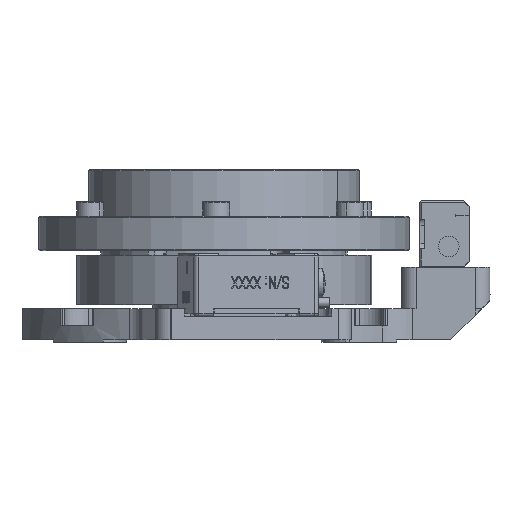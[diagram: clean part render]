
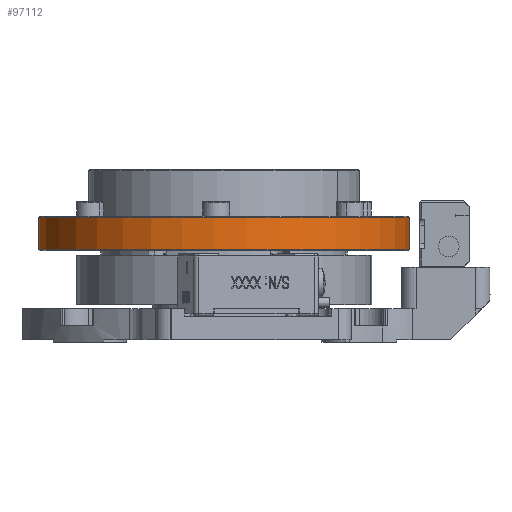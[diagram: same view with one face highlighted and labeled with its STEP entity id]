
A CAD part, left-side view. The second image highlights one B-rep face of the part: STEP entity #97112.
In plain terms, the highlighted cylindrical face has radius 37.675 mm (diameter 75.35 mm), a partial arc.
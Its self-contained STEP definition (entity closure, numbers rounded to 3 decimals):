
#4839 = DIRECTION ( 'NONE',  ( 0., 0., 1. ) ) ;
#5151 = CIRCLE ( 'NONE', #61721, 37.675 ) ;
#6832 = AXIS2_PLACEMENT_3D ( 'NONE', #82705, #4839, #91803 ) ;
#8795 = AXIS2_PLACEMENT_3D ( 'NONE', #80666, #53990, #89776 ) ;
#12034 = VERTEX_POINT ( 'NONE', #18599 ) ;
#15420 = ORIENTED_EDGE ( 'NONE', *, *, #92658, .T. ) ;
#18599 = CARTESIAN_POINT ( 'NONE',  ( 37.675, 0., 6.8 ) ) ;
#25504 = CYLINDRICAL_SURFACE ( 'NONE', #80912, 37.675 ) ;
#34678 = VERTEX_POINT ( 'NONE', #98995 ) ;
#36226 = VECTOR ( 'NONE', #49274, 1000. ) ;
#38386 = EDGE_CURVE ( 'NONE', #55618, #12034, #97692, .T. ) ;
#42084 = CARTESIAN_POINT ( 'NONE',  ( 0., 0., 6.8 ) ) ;
#49274 = DIRECTION ( 'NONE',  ( 0., 0., 1. ) ) ;
#52894 = DIRECTION ( 'NONE',  ( 1., 0., 0. ) ) ;
#53990 = DIRECTION ( 'NONE',  ( 0., 0., 1. ) ) ;
#55618 = VERTEX_POINT ( 'NONE', #78425 ) ;
#61721 = AXIS2_PLACEMENT_3D ( 'NONE', #42084, #77954, #104204 ) ;
#72650 = ORIENTED_EDGE ( 'NONE', *, *, #100824, .T. ) ;
#77060 = ORIENTED_EDGE ( 'NONE', *, *, #38386, .F. ) ;
#77954 = DIRECTION ( 'NONE',  ( 0., 0., 1. ) ) ;
#78425 = CARTESIAN_POINT ( 'NONE',  ( 37.675, 0., 0.2 ) ) ;
#80666 = CARTESIAN_POINT ( 'NONE',  ( 0., 0., 0.2 ) ) ;
#80912 = AXIS2_PLACEMENT_3D ( 'NONE', #96338, #88683, #52894 ) ;
#81518 = FACE_OUTER_BOUND ( 'NONE', #112221, .T. ) ;
#82705 = CARTESIAN_POINT ( 'NONE',  ( 0., 0., 6.8 ) ) ;
#82958 = ORIENTED_EDGE ( 'NONE', *, *, #84529, .F. ) ;
#84529 = EDGE_CURVE ( 'NONE', #12034, #112766, #104269, .T. ) ;
#87775 = CARTESIAN_POINT ( 'NONE',  ( -37.675, 0., 0. ) ) ;
#88683 = DIRECTION ( 'NONE',  ( 0., 0., 1. ) ) ;
#89776 = DIRECTION ( 'NONE',  ( 1., 0., 0. ) ) ;
#90416 = ORIENTED_EDGE ( 'NONE', *, *, #94985, .F. ) ;
#91803 = DIRECTION ( 'NONE',  ( -1., 0., 0. ) ) ;
#92658 = EDGE_CURVE ( 'NONE', #110061, #34678, #97245, .T. ) ;
#94985 = EDGE_CURVE ( 'NONE', #112766, #34678, #5151, .T. ) ;
#96338 = CARTESIAN_POINT ( 'NONE',  ( 0., 0., 0. ) ) ;
#97112 = ADVANCED_FACE ( 'NONE', ( #81518 ), #25504, .T. ) ;
#97245 = LINE ( 'NONE', #87775, #105452 ) ;
#97692 = LINE ( 'NONE', #110638, #36226 ) ;
#98678 = CARTESIAN_POINT ( 'NONE',  ( 0., 37.675, 6.8 ) ) ;
#98995 = CARTESIAN_POINT ( 'NONE',  ( -37.675, 0., 6.8 ) ) ;
#99607 = CARTESIAN_POINT ( 'NONE',  ( -37.675, 0., 0.2 ) ) ;
#100824 = EDGE_CURVE ( 'NONE', #55618, #110061, #106398, .T. ) ;
#104158 = DIRECTION ( 'NONE',  ( 0., 0., 1. ) ) ;
#104204 = DIRECTION ( 'NONE',  ( -1., 0., 0. ) ) ;
#104269 = CIRCLE ( 'NONE', #6832, 37.675 ) ;
#105452 = VECTOR ( 'NONE', #104158, 1000. ) ;
#106398 = CIRCLE ( 'NONE', #8795, 37.675 ) ;
#110061 = VERTEX_POINT ( 'NONE', #99607 ) ;
#110638 = CARTESIAN_POINT ( 'NONE',  ( 37.675, 0., 0. ) ) ;
#112221 = EDGE_LOOP ( 'NONE', ( #72650, #15420, #90416, #82958, #77060 ) ) ;
#112766 = VERTEX_POINT ( 'NONE', #98678 ) ;
